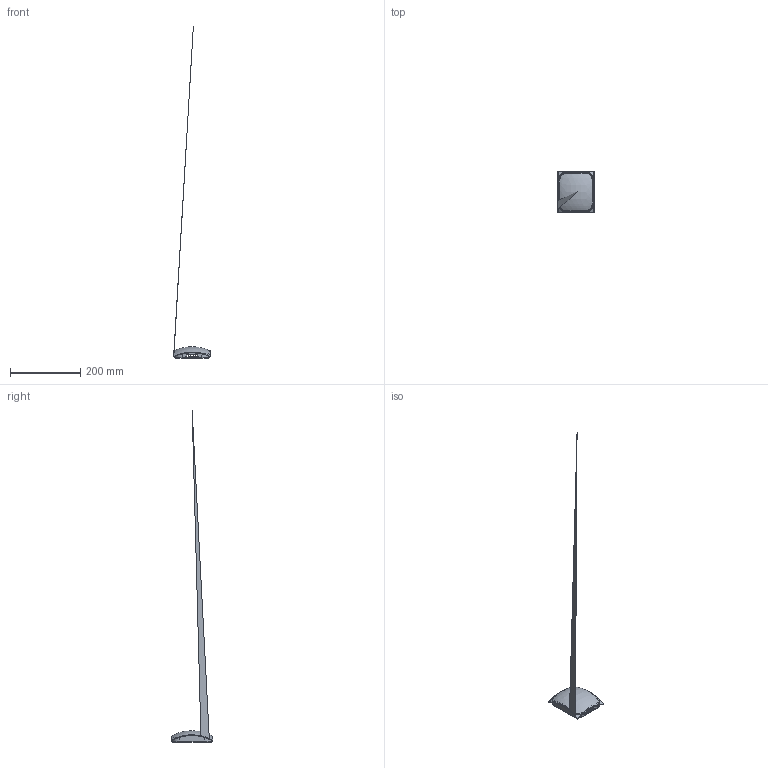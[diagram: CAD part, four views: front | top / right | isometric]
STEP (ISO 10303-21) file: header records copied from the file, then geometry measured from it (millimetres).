
FILE_DESCRIPTION (( 'STEP AP214' ), '1' );
FILE_NAME ('Enclosure.STEP', '2018-06-22T07:52:01', ( '' ), ( '' ), 'SwSTEP 2.0', 'SolidWorks 2017', '' );
FILE_SCHEMA (( 'AUTOMOTIVE_DESIGN' ));
Length unit declared in the file: centimetre
Products named in the file (1): Enclosure
Bounding box: 102.83 x 117.41 x 942.12 mm (x, y, z)
Volume: 59652.8 mm3; surface area: 61334.5 mm2
Topology: 2 solids, 2 shells, 429 faces, 1026 edges, 596 vertices
Faces by surface type: cylinder 147, torus 123, bspline 75, plane 70, sphere 14
Entity records: 17895 total; most frequent: CARTESIAN_POINT 8105, DIRECTION 2143, ORIENTED_EDGE 2036, EDGE_CURVE 1018, AXIS2_PLACEMENT_3D 908, VERTEX_POINT 592, CIRCLE 553, EDGE_LOOP 456
